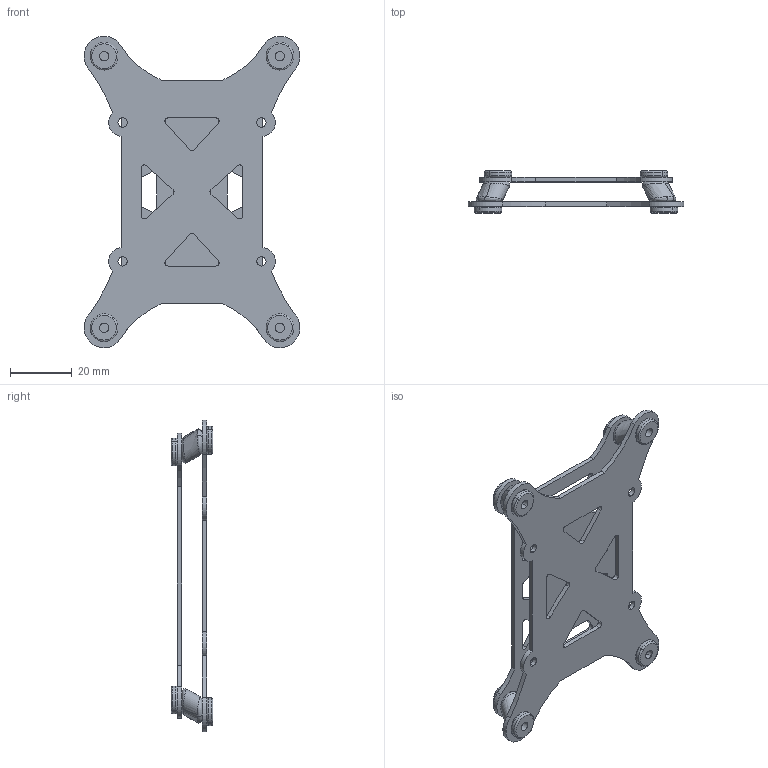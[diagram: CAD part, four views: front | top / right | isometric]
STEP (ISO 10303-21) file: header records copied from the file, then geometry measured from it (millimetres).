
FILE_DESCRIPTION (( 'STEP AP203' ), '1' );
FILE_NAME ('base_pixhawk.STEP', '2022-07-07T03:44:44', ( '' ), ( '' ), 'SwSTEP 2.0', 'SolidWorks 2020', '' );
FILE_SCHEMA (( 'CONFIG_CONTROL_DESIGN' ));
Length unit declared in the file: millimetre
Products named in the file (1): base_pixhawk
Bounding box: 69.98 x 13.5 x 100.98 mm (x, y, z)
Volume: 13235 mm3; surface area: 18913.1 mm2
Topology: 6 solids, 6 shells, 293 faces, 747 edges, 482 vertices
Faces by surface type: cylinder 153, plane 84, torus 32, bspline 24
Entity records: 12722 total; most frequent: CARTESIAN_POINT 5267, DIRECTION 1641, ORIENTED_EDGE 1494, EDGE_CURVE 747, AXIS2_PLACEMENT_3D 672, VERTEX_POINT 482, CIRCLE 402, EDGE_LOOP 357
